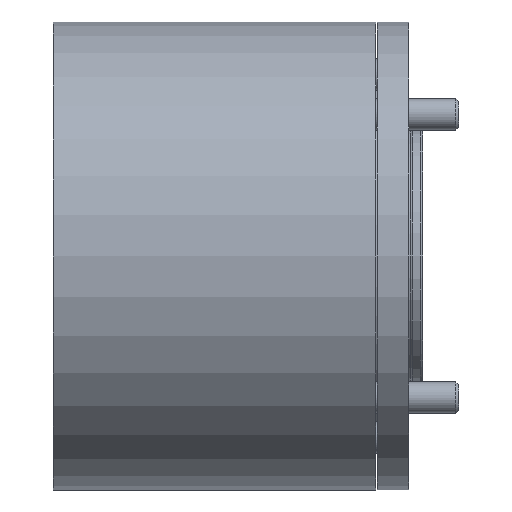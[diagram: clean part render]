
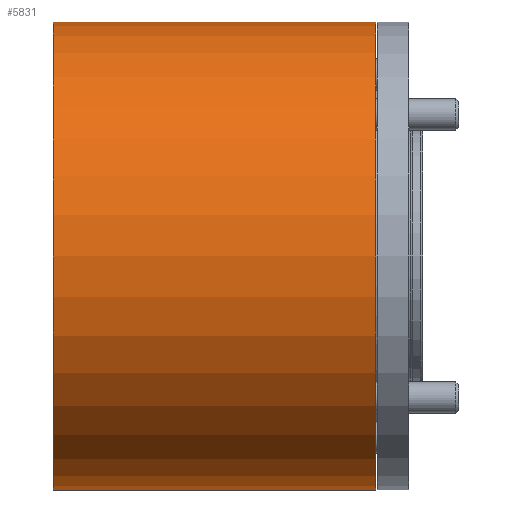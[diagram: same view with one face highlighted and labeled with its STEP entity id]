
A CAD part, front view. The second image highlights one B-rep face of the part: STEP entity #5831.
In plain terms, the highlighted cylindrical face has radius 45 mm (diameter 90 mm), a partial arc.
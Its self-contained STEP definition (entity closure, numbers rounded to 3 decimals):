
#59 = EDGE_CURVE ( 'NONE', #392, #8711, #400, .T. ) ;
#392 = VERTEX_POINT ( 'NONE', #4368 ) ;
#400 = CIRCLE ( 'NONE', #6063, 45. ) ;
#1419 = DIRECTION ( 'NONE',  ( -1., 0., 0. ) ) ;
#1458 = DIRECTION ( 'NONE',  ( -1., 0., 0. ) ) ;
#2344 = ORIENTED_EDGE ( 'NONE', *, *, #6256, .F. ) ;
#2387 = DIRECTION ( 'NONE',  ( -1., 0., 0. ) ) ;
#2775 = DIRECTION ( 'NONE',  ( 0., 0., 1. ) ) ;
#3332 = CIRCLE ( 'NONE', #9911, 45. ) ;
#3561 = CARTESIAN_POINT ( 'NONE',  ( 0., 0., 45. ) ) ;
#3831 = VECTOR ( 'NONE', #1419, 1000. ) ;
#3838 = CARTESIAN_POINT ( 'NONE',  ( 62., 0., 0. ) ) ;
#4368 = CARTESIAN_POINT ( 'NONE',  ( 62., 0., -45. ) ) ;
#4381 = CARTESIAN_POINT ( 'NONE',  ( -39.259, 0., -45. ) ) ;
#5032 = EDGE_LOOP ( 'NONE', ( #2344, #8166, #11122, #7479 ) ) ;
#5554 = CYLINDRICAL_SURFACE ( 'NONE', #7323, 45. ) ;
#5586 = CARTESIAN_POINT ( 'NONE',  ( 62., 0., 45. ) ) ;
#5831 = ADVANCED_FACE ( 'NONE', ( #9917 ), #5554, .T. ) ;
#6051 = DIRECTION ( 'NONE',  ( -1., 0., 0. ) ) ;
#6063 = AXIS2_PLACEMENT_3D ( 'NONE', #3838, #7757, #2775 ) ;
#6256 = EDGE_CURVE ( 'NONE', #392, #9075, #6483, .T. ) ;
#6301 = VECTOR ( 'NONE', #6051, 1000. ) ;
#6483 = LINE ( 'NONE', #4381, #3831 ) ;
#6957 = EDGE_CURVE ( 'NONE', #8711, #12806, #10982, .T. ) ;
#7203 = EDGE_CURVE ( 'NONE', #9075, #12806, #3332, .T. ) ;
#7256 = CARTESIAN_POINT ( 'NONE',  ( -39.259, 0., 0. ) ) ;
#7299 = DIRECTION ( 'NONE',  ( 0., 0., 1. ) ) ;
#7323 = AXIS2_PLACEMENT_3D ( 'NONE', #7256, #2387, #7299 ) ;
#7446 = CARTESIAN_POINT ( 'NONE',  ( 0., 0., 0. ) ) ;
#7479 = ORIENTED_EDGE ( 'NONE', *, *, #7203, .F. ) ;
#7757 = DIRECTION ( 'NONE',  ( -1., 0., 0. ) ) ;
#8074 = CARTESIAN_POINT ( 'NONE',  ( -39.259, 0., 45. ) ) ;
#8166 = ORIENTED_EDGE ( 'NONE', *, *, #59, .T. ) ;
#8711 = VERTEX_POINT ( 'NONE', #5586 ) ;
#9075 = VERTEX_POINT ( 'NONE', #11449 ) ;
#9482 = DIRECTION ( 'NONE',  ( 0., 0., 1. ) ) ;
#9911 = AXIS2_PLACEMENT_3D ( 'NONE', #7446, #1458, #9482 ) ;
#9917 = FACE_OUTER_BOUND ( 'NONE', #5032, .T. ) ;
#10982 = LINE ( 'NONE', #8074, #6301 ) ;
#11122 = ORIENTED_EDGE ( 'NONE', *, *, #6957, .T. ) ;
#11449 = CARTESIAN_POINT ( 'NONE',  ( 0., 0., -45. ) ) ;
#12806 = VERTEX_POINT ( 'NONE', #3561 ) ;
